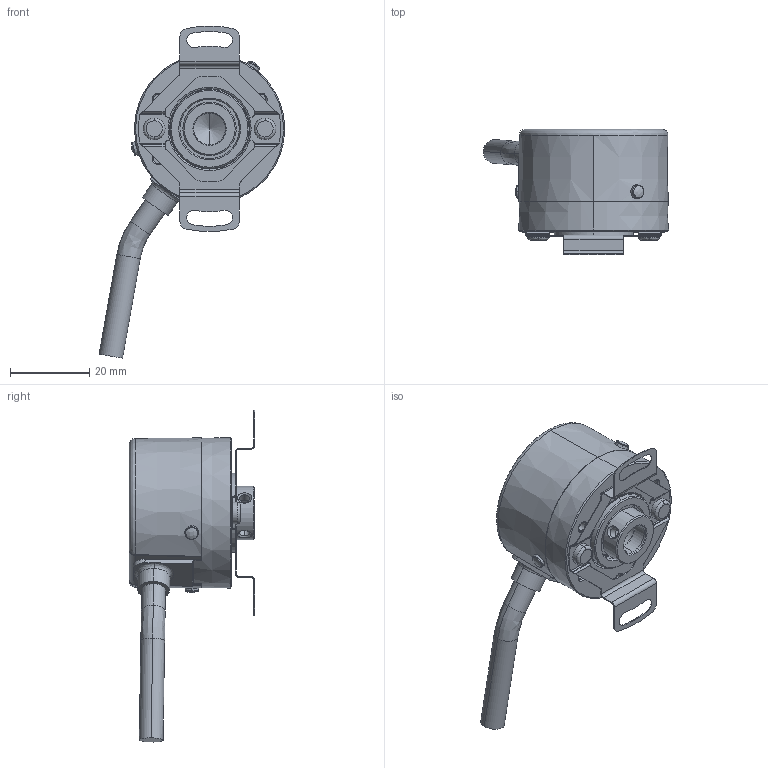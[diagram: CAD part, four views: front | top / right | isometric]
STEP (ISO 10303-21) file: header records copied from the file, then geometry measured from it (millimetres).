
FILE_DESCRIPTION (( 'STEP AP214' ), '1' );
FILE_NAME ('TRD-SHR100A5D.STEP', '2021-05-10T14:07:28', ( '' ), ( '' ), 'SwSTEP 2.0', 'SolidWorks 2017', '' );
FILE_SCHEMA (( 'AUTOMOTIVE_DESIGN' ));
Length unit declared in the file: millimetre
Products named in the file (1): TRD-SHR100A5D
Bounding box: 46.88 x 31.7 x 83.9 mm (x, y, z)
Volume: 30593 mm3; surface area: 8915.5 mm2
Topology: 1 solids, 1 shells, 348 faces, 924 edges, 595 vertices
Faces by surface type: cylinder 149, plane 105, cone 57, bspline 37
Entity records: 12459 total; most frequent: CARTESIAN_POINT 3859, ORIENTED_EDGE 1844, DIRECTION 1788, EDGE_CURVE 922, AXIS2_PLACEMENT_3D 681, VERTEX_POINT 595, VECTOR 426, LINE 426
